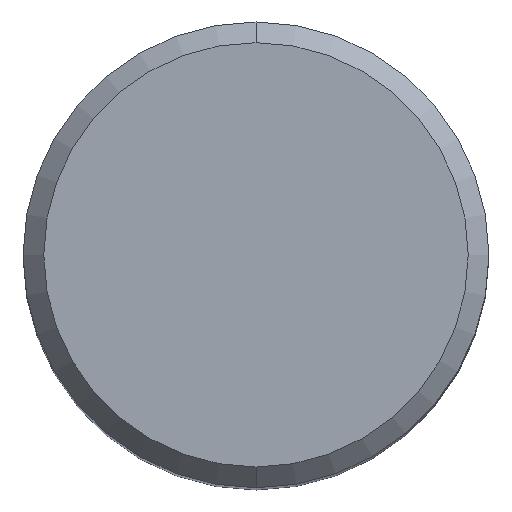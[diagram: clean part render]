
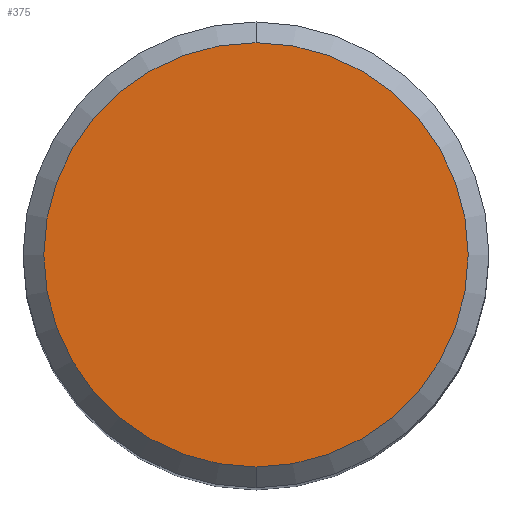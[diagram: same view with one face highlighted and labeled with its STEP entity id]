
A CAD part, top view. The second image highlights one B-rep face of the part: STEP entity #375.
In plain terms, the highlighted planar face has unit normal (0, 0, 1).
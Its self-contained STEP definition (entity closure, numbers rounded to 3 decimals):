
#181=EDGE_CURVE('',#299,#437,#482,.T.);
#209=EDGE_CURVE('',#437,#299,#512,.T.);
#299=VERTEX_POINT('',#608);
#375=ADVANCED_FACE('',(#695),#696,.T.);
#437=VERTEX_POINT('',#764);
#482=CIRCLE('',#820,8.2);
#512=CIRCLE('',#863,8.2);
#608=CARTESIAN_POINT('',(0.,-8.2,0.0));
#695=FACE_OUTER_BOUND('',#1264,.T.);
#696=PLANE('',#1265);
#764=CARTESIAN_POINT('',(0.0,8.2,0.0));
#820=AXIS2_PLACEMENT_3D('',#1503,#1504,#1505);
#863=AXIS2_PLACEMENT_3D('',#1534,#1535,#1536);
#1264=EDGE_LOOP('',(#1755,#1756));
#1265=AXIS2_PLACEMENT_3D('',#1757,#1758,#1759);
#1503=CARTESIAN_POINT('',(0.0,0.0,0.0));
#1504=DIRECTION('',(0.0,0.0,-1.0));
#1505=DIRECTION('',(0.0,1.0,0.0));
#1534=CARTESIAN_POINT('',(0.0,0.0,0.0));
#1535=DIRECTION('',(0.0,0.0,-1.0));
#1536=DIRECTION('',(0.0,1.0,0.0));
#1755=ORIENTED_EDGE('',*,*,#209,.F.);
#1756=ORIENTED_EDGE('',*,*,#181,.F.);
#1757=CARTESIAN_POINT('',(0.0,4.1,0.0));
#1758=DIRECTION('',(-0.0,0.0,1.0));
#1759=DIRECTION('',(0.0,-1.0,0.0));
